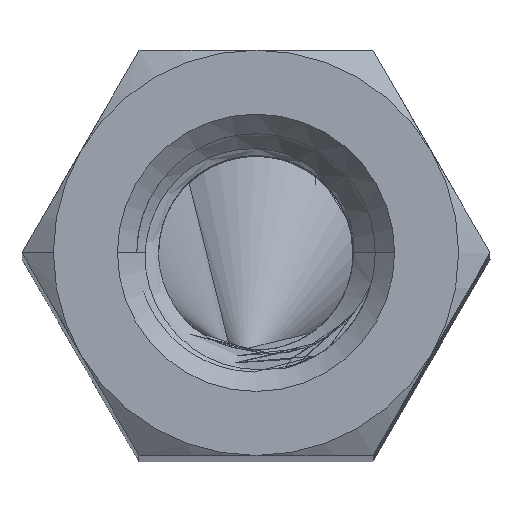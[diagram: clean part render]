
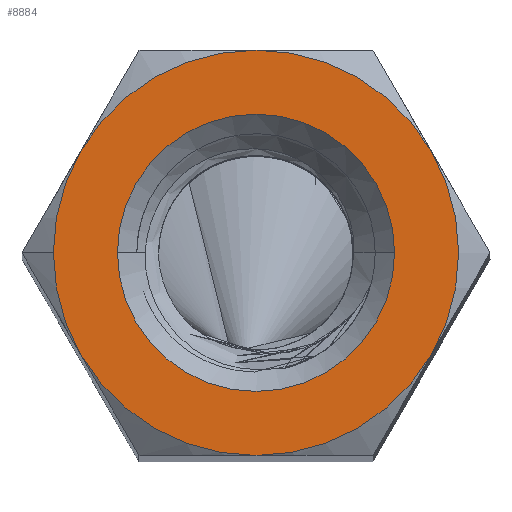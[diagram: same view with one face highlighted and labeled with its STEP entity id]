
A CAD part, top view. The second image highlights one B-rep face of the part: STEP entity #8884.
In plain terms, the highlighted planar face has unit normal (0, 0, 1).
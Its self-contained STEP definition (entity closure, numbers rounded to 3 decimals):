
#259 = CARTESIAN_POINT ( 'NONE',  ( 0., 0., 45. ) ) ;
#274 = CARTESIAN_POINT ( 'NONE',  ( -2.5, 0., 45. ) ) ;
#361 = VERTEX_POINT ( 'NONE', #274 ) ;
#596 = DIRECTION ( 'NONE',  ( 0., 0., -1. ) ) ;
#678 = EDGE_LOOP ( 'NONE', ( #9391, #2728 ) ) ;
#820 = CIRCLE ( 'NONE', #7492, 2.5 ) ;
#843 = CARTESIAN_POINT ( 'NONE',  ( 0., 0., 45. ) ) ;
#866 = VERTEX_POINT ( 'NONE', #5973 ) ;
#930 = EDGE_CURVE ( 'NONE', #866, #7185, #10016, .T. ) ;
#966 = DIRECTION ( 'NONE',  ( 0., 0., -1. ) ) ;
#1054 = DIRECTION ( 'NONE',  ( -1., 0., 0. ) ) ;
#1258 = ORIENTED_EDGE ( 'NONE', *, *, #6217, .T. ) ;
#1379 = ORIENTED_EDGE ( 'NONE', *, *, #930, .T. ) ;
#1526 = EDGE_CURVE ( 'NONE', #5066, #7821, #9645, .T. ) ;
#1622 = DIRECTION ( 'NONE',  ( -1., 0., 0. ) ) ;
#2052 = AXIS2_PLACEMENT_3D ( 'NONE', #3416, #8979, #4215 ) ;
#2125 = AXIS2_PLACEMENT_3D ( 'NONE', #5335, #596, #6129 ) ;
#2317 = EDGE_CURVE ( 'NONE', #5066, #5906, #820, .T. ) ;
#2383 = VERTEX_POINT ( 'NONE', #7140 ) ;
#2511 = DIRECTION ( 'NONE',  ( 0., 0., 1. ) ) ;
#2537 = VERTEX_POINT ( 'NONE', #5787 ) ;
#2605 = EDGE_CURVE ( 'NONE', #361, #5769, #7156, .T. ) ;
#2665 = CARTESIAN_POINT ( 'NONE',  ( 0., 0., 45. ) ) ;
#2728 = ORIENTED_EDGE ( 'NONE', *, *, #3330, .T. ) ;
#2729 = ORIENTED_EDGE ( 'NONE', *, *, #2605, .T. ) ;
#2966 = DIRECTION ( 'NONE',  ( 0., 0., 1. ) ) ;
#3330 = EDGE_CURVE ( 'NONE', #2383, #2537, #6039, .T. ) ;
#3416 = CARTESIAN_POINT ( 'NONE',  ( 0., 0., 45. ) ) ;
#3463 = DIRECTION ( 'NONE',  ( -1., 0., 0. ) ) ;
#3663 = AXIS2_PLACEMENT_3D ( 'NONE', #7274, #2511, #8071 ) ;
#3721 = AXIS2_PLACEMENT_3D ( 'NONE', #843, #6381, #1622 ) ;
#3971 = DIRECTION ( 'NONE',  ( 0., 0., -1. ) ) ;
#4070 = PLANE ( 'NONE',  #3663 ) ;
#4215 = DIRECTION ( 'NONE',  ( -1., 0., 0. ) ) ;
#4243 = CARTESIAN_POINT ( 'NONE',  ( 0., -2.5, 45. ) ) ;
#4444 = CARTESIAN_POINT ( 'NONE',  ( 0., 0., 45. ) ) ;
#4823 = ORIENTED_EDGE ( 'NONE', *, *, #7605, .T. ) ;
#5066 = VERTEX_POINT ( 'NONE', #9920 ) ;
#5105 = EDGE_LOOP ( 'NONE', ( #4823, #8446, #9651, #7420, #1379, #1258, #2729 ) ) ;
#5109 = CIRCLE ( 'NONE', #3721, 2.5 ) ;
#5248 = DIRECTION ( 'NONE',  ( -1., 0., 0. ) ) ;
#5335 = CARTESIAN_POINT ( 'NONE',  ( 0., 0., 45. ) ) ;
#5498 = FACE_OUTER_BOUND ( 'NONE', #5105, .T. ) ;
#5707 = CARTESIAN_POINT ( 'NONE',  ( 0., 0., 45. ) ) ;
#5755 = AXIS2_PLACEMENT_3D ( 'NONE', #4444, #9996, #5248 ) ;
#5769 = VERTEX_POINT ( 'NONE', #9637 ) ;
#5787 = CARTESIAN_POINT ( 'NONE',  ( 1.71, 0., 45. ) ) ;
#5793 = DIRECTION ( 'NONE',  ( 0., 0., 1. ) ) ;
#5906 = VERTEX_POINT ( 'NONE', #4243 ) ;
#5973 = CARTESIAN_POINT ( 'NONE',  ( 0., 2.5, 45. ) ) ;
#6039 = CIRCLE ( 'NONE', #8152, 1.71 ) ;
#6129 = DIRECTION ( 'NONE',  ( 1., 0., 0. ) ) ;
#6198 = AXIS2_PLACEMENT_3D ( 'NONE', #2665, #8229, #3463 ) ;
#6217 = EDGE_CURVE ( 'NONE', #7185, #361, #9026, .T. ) ;
#6381 = DIRECTION ( 'NONE',  ( 0., 0., 1. ) ) ;
#6501 = DIRECTION ( 'NONE',  ( 1., 0., 0. ) ) ;
#6594 = EDGE_CURVE ( 'NONE', #2537, #2383, #9316, .T. ) ;
#6961 = EDGE_CURVE ( 'NONE', #7821, #866, #5109, .T. ) ;
#7140 = CARTESIAN_POINT ( 'NONE',  ( -1.71, 0., 45. ) ) ;
#7156 = CIRCLE ( 'NONE', #6198, 2.5 ) ;
#7185 = VERTEX_POINT ( 'NONE', #7334 ) ;
#7262 = AXIS2_PLACEMENT_3D ( 'NONE', #7734, #2966, #8533 ) ;
#7274 = CARTESIAN_POINT ( 'NONE',  ( 0., 0., 45. ) ) ;
#7334 = CARTESIAN_POINT ( 'NONE',  ( -2.165, 1.25, 45. ) ) ;
#7420 = ORIENTED_EDGE ( 'NONE', *, *, #6961, .T. ) ;
#7492 = AXIS2_PLACEMENT_3D ( 'NONE', #8734, #3971, #9529 ) ;
#7605 = EDGE_CURVE ( 'NONE', #5769, #5906, #7696, .T. ) ;
#7635 = FACE_BOUND ( 'NONE', #678, .T. ) ;
#7696 = CIRCLE ( 'NONE', #7262, 2.5 ) ;
#7734 = CARTESIAN_POINT ( 'NONE',  ( 0., 0., 45. ) ) ;
#7821 = VERTEX_POINT ( 'NONE', #7832 ) ;
#7832 = CARTESIAN_POINT ( 'NONE',  ( 2.165, 1.25, 45. ) ) ;
#8071 = DIRECTION ( 'NONE',  ( 1., 0., 0. ) ) ;
#8152 = AXIS2_PLACEMENT_3D ( 'NONE', #5707, #966, #6501 ) ;
#8229 = DIRECTION ( 'NONE',  ( 0., 0., 1. ) ) ;
#8441 = AXIS2_PLACEMENT_3D ( 'NONE', #259, #5793, #1054 ) ;
#8446 = ORIENTED_EDGE ( 'NONE', *, *, #2317, .F. ) ;
#8533 = DIRECTION ( 'NONE',  ( -1., 0., 0. ) ) ;
#8734 = CARTESIAN_POINT ( 'NONE',  ( 0., 0., 45. ) ) ;
#8884 = ADVANCED_FACE ( 'NONE', ( #7635, #5498 ), #4070, .T. ) ;
#8979 = DIRECTION ( 'NONE',  ( 0., 0., 1. ) ) ;
#9026 = CIRCLE ( 'NONE', #5755, 2.5 ) ;
#9316 = CIRCLE ( 'NONE', #2125, 1.71 ) ;
#9391 = ORIENTED_EDGE ( 'NONE', *, *, #6594, .T. ) ;
#9529 = DIRECTION ( 'NONE',  ( -1., 0., 0. ) ) ;
#9637 = CARTESIAN_POINT ( 'NONE',  ( -2.165, -1.25, 45. ) ) ;
#9645 = CIRCLE ( 'NONE', #8441, 2.5 ) ;
#9651 = ORIENTED_EDGE ( 'NONE', *, *, #1526, .T. ) ;
#9920 = CARTESIAN_POINT ( 'NONE',  ( 2.165, -1.25, 45. ) ) ;
#9996 = DIRECTION ( 'NONE',  ( 0., 0., 1. ) ) ;
#10016 = CIRCLE ( 'NONE', #2052, 2.5 ) ;
